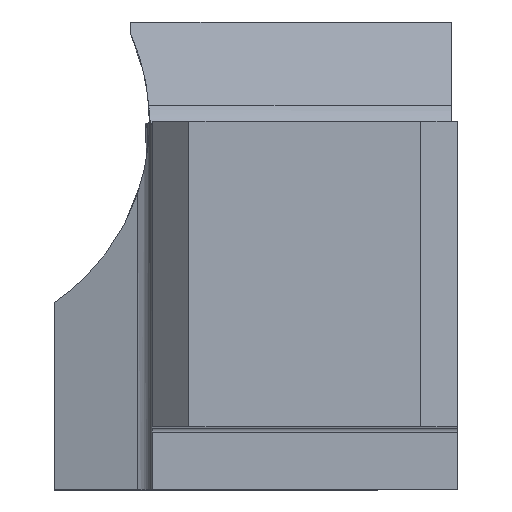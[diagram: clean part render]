
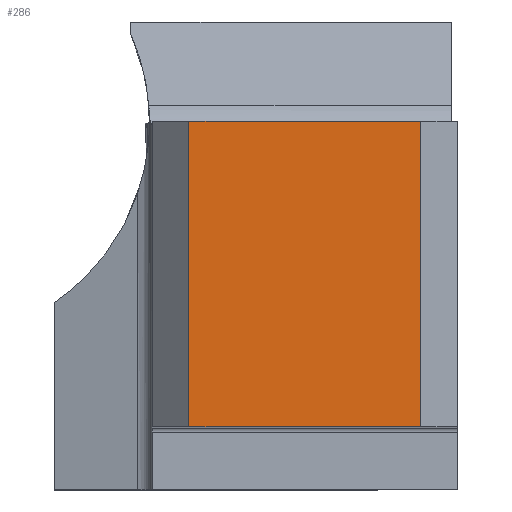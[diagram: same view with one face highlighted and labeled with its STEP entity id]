
A CAD part, top view. The second image highlights one B-rep face of the part: STEP entity #286.
In plain terms, the highlighted planar face has unit normal (0, 0, 1).
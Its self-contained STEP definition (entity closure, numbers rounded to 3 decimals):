
#286=ADVANCED_FACE('CU_BACK_SU1',(#429),#380,.F.);
#380=PLANE('',#1898);
#429=FACE_OUTER_BOUND('',#526,.T.);
#526=EDGE_LOOP('',(#677,#678,#679,#680));
#677=ORIENTED_EDGE('',*,*,#1346,.F.);
#678=ORIENTED_EDGE('',*,*,#1347,.T.);
#679=ORIENTED_EDGE('',*,*,#1348,.T.);
#680=ORIENTED_EDGE('',*,*,#1295,.F.);
#1131=VERTEX_POINT('',#2484);
#1132=VERTEX_POINT('',#2486);
#1174=VERTEX_POINT('',#2633);
#1175=VERTEX_POINT('',#2635);
#1295=EDGE_CURVE('',#1131,#1132,#1552,.T.);
#1346=EDGE_CURVE('',#1174,#1131,#1584,.T.);
#1347=EDGE_CURVE('',#1174,#1175,#1585,.T.);
#1348=EDGE_CURVE('',#1175,#1132,#1586,.T.);
#1552=LINE('',#2485,#1686);
#1584=LINE('',#2632,#1718);
#1585=LINE('',#2634,#1719);
#1586=LINE('',#2636,#1720);
#1686=VECTOR('',#2037,1.);
#1718=VECTOR('',#2113,1.);
#1719=VECTOR('',#2114,1.);
#1720=VECTOR('',#2115,1.);
#1898=AXIS2_PLACEMENT_3D('',#2637,#2116,#2117);
#2037=DIRECTION('',(1.,0.,0.));
#2113=DIRECTION('',(0.,1.,0.));
#2114=DIRECTION('',(1.,0.,0.));
#2115=DIRECTION('',(0.,1.,0.));
#2116=DIRECTION('',(0.,0.,-1.));
#2117=DIRECTION('',(-1.,0.,0.));
#2484=CARTESIAN_POINT('',(-21.925,24.925,0.));
#2485=CARTESIAN_POINT('',(-110.,24.925,0.));
#2486=CARTESIAN_POINT('',(-3.,24.925,0.));
#2632=CARTESIAN_POINT('',(-21.925,0.,0.));
#2633=CARTESIAN_POINT('',(-21.925,0.,0.));
#2634=CARTESIAN_POINT('',(-110.,0.,0.));
#2635=CARTESIAN_POINT('',(-3.,0.,0.));
#2636=CARTESIAN_POINT('',(-3.,0.,0.));
#2637=CARTESIAN_POINT('',(17.746,34.925,0.));
